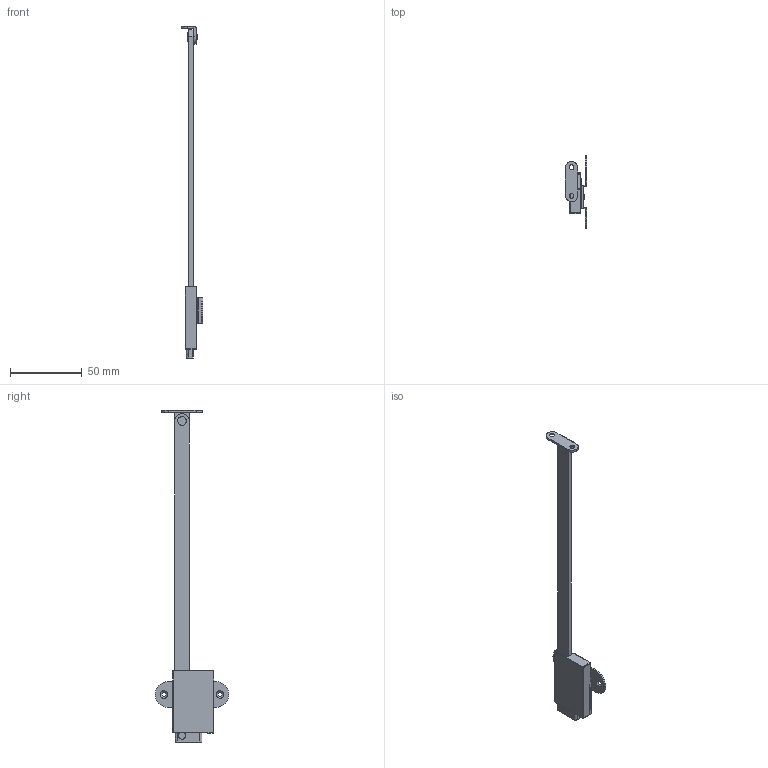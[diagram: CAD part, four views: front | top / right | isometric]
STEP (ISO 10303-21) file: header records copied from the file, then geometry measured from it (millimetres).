
FILE_DESCRIPTION((''),'2;1');
FILE_NAME('','2005-04-20T11:50:14',(''),(''),'','CADfix','');
FILE_SCHEMA(('AUTOMOTIVE_DESIGN'));
Length unit declared in the file: millimetre
Products named in the file (15): bracket_B; bracket_A; rivet_A; washer_B; washer_A; stopper; rivet_C; rivet_B; cushion_B; cushion_A; cover; cam; base; arm; TM_50_2_2735_36
Assembly tree (14 placements, depth 2):
  TM_50_2_2735_36
    bracket_B
    bracket_A
    rivet_A
    washer_B
    washer_A
    stopper
    rivet_C
    rivet_B
    cushion_B
    cushion_A
    cover
    cam
    base
    arm
Bounding box: 14.8 x 51 x 230.6 mm (x, y, z)
Volume: 12196.9 mm3; surface area: 20339.2 mm2
Topology: 14 solids, 14 shells, 204 faces, 589 edges, 415 vertices
Faces by surface type: bspline 204
Entity records: 7106 total; most frequent: CARTESIAN_POINT 3370, ORIENTED_EDGE 1178, EDGE_CURVE 589, VERTEX_POINT 415, QUASI_UNIFORM_CURVE 341, EDGE_LOOP 230, FACE_OUTER_BOUND 204, ADVANCED_FACE 204
